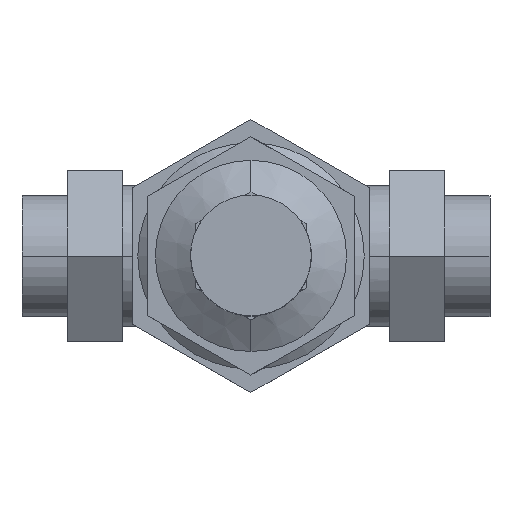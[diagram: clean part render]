
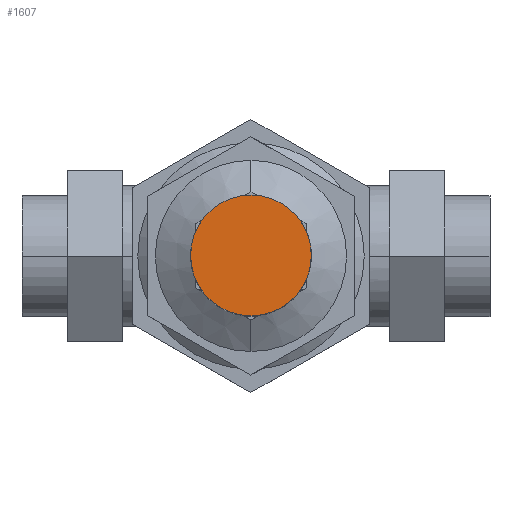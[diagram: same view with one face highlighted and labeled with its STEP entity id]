
A CAD part, top view. The second image highlights one B-rep face of the part: STEP entity #1607.
In plain terms, the highlighted planar face has unit normal (0, 0, 1).
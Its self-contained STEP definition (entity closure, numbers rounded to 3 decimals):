
#1041=EDGE_CURVE('',#1153,#1287,#2356,.T.);
#1153=VERTEX_POINT('',#2476);
#1287=VERTEX_POINT('',#2626);
#1607=ADVANCED_FACE('',(#2975),#2976,.T.);
#1763=EDGE_CURVE('',#1287,#1153,#3153,.T.);
#2356=CIRCLE('',#4233,24.0);
#2476=CARTESIAN_POINT('',(0.,-24.0,210.0));
#2626=CARTESIAN_POINT('',(0.0,24.0,210.0));
#2975=FACE_OUTER_BOUND('',#5559,.T.);
#2976=PLANE('',#5560);
#3153=CIRCLE('',#6024,24.0);
#4233=AXIS2_PLACEMENT_3D('',#6771,#6772,#6773);
#5559=EDGE_LOOP('',(#7449,#7450));
#5560=AXIS2_PLACEMENT_3D('',#7451,#7452,#7453);
#6024=AXIS2_PLACEMENT_3D('',#7691,#7692,#7693);
#6771=CARTESIAN_POINT('',(0.0,0.0,210.0));
#6772=DIRECTION('',(0.0,0.0,1.0));
#6773=DIRECTION('',(0.0,1.0,0.0));
#7449=ORIENTED_EDGE('',*,*,#1763,.T.);
#7450=ORIENTED_EDGE('',*,*,#1041,.T.);
#7451=CARTESIAN_POINT('',(0.0,0.0,210.0));
#7452=DIRECTION('',(0.0,0.0,1.0));
#7453=DIRECTION('',(0.0,1.0,0.0));
#7691=CARTESIAN_POINT('',(0.0,0.0,210.0));
#7692=DIRECTION('',(0.0,0.0,1.0));
#7693=DIRECTION('',(0.0,1.0,0.0));
